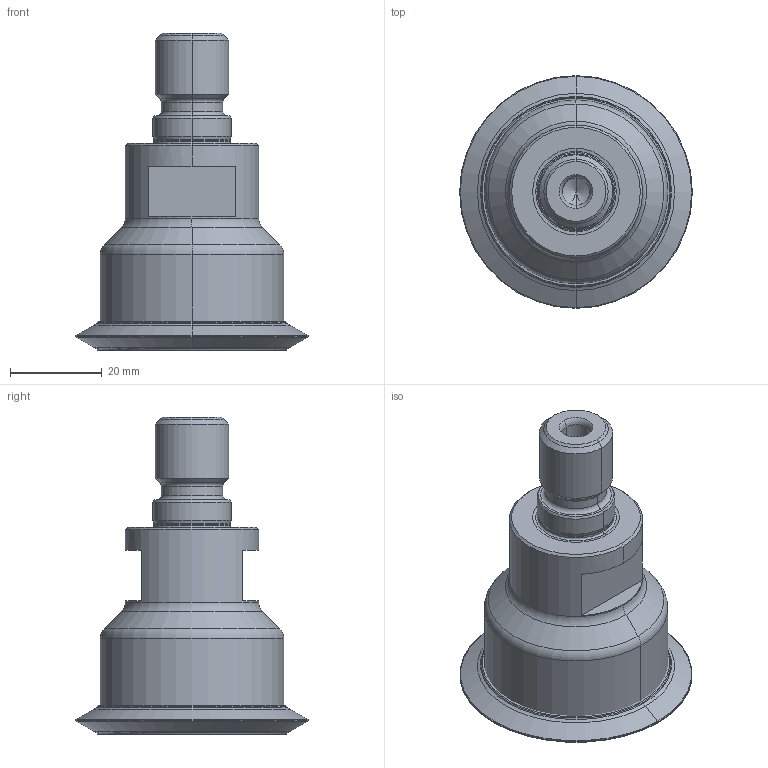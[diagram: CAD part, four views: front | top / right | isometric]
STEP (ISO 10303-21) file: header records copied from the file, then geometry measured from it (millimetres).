
FILE_DESCRIPTION((''),'2;1');
FILE_NAME('17Y1E051064X8R00','2019-08-26T',('schicker'),(''),'CREO PARAMETRIC BY PTC INC, 2017020','CREO PARAMETRIC BY PTC INC, 2017020','');
FILE_SCHEMA(('AUTOMOTIVE_DESIGN { 1 0 10303 214 1 1 1 1 }'));
Length unit declared in the file: millimetre
Products named in the file (3): NOCUT; CUT; 17Y1E051064X8R00
Assembly tree (2 placements, depth 2):
  17Y1E051064X8R00
    NOCUT
    CUT
Bounding box: 50.65 x 50.65 x 69.17 mm (x, y, z)
Volume: 53638.2 mm3; surface area: 13753.7 mm2
Topology: 2 solids, 3 shells, 92 faces, 214 edges, 126 vertices
Faces by surface type: cone 22, revolution 22, cylinder 20, torus 16, plane 12
Entity records: 5429 total; most frequent: CARTESIAN_POINT 2133, DIRECTION 485, ORIENTED_EDGE 380, PRESENTATION_STYLE_ASSIGNMENT 218, STYLED_ITEM 218, CURVE_STYLE 215, AXIS2_PLACEMENT_3D 203, EDGE_CURVE 194
